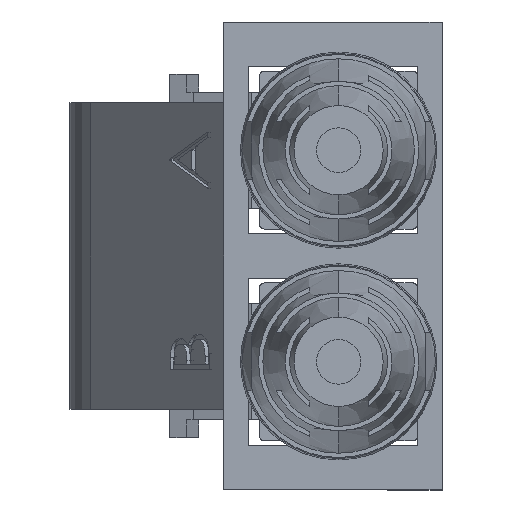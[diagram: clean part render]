
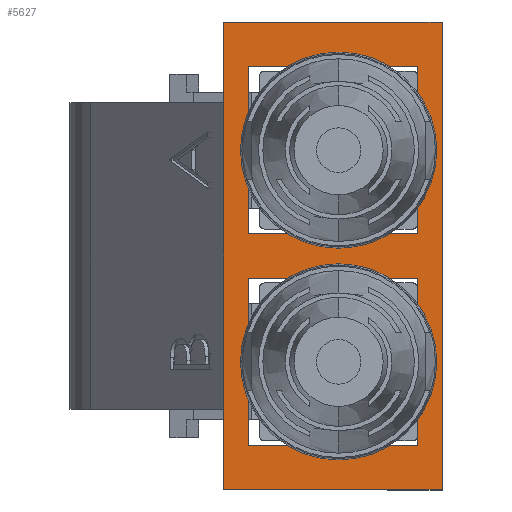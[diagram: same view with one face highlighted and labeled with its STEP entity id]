
A CAD part, left-side view. The second image highlights one B-rep face of the part: STEP entity #5627.
In plain terms, the highlighted face is planar.
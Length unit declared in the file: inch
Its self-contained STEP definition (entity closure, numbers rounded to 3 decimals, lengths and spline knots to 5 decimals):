
#20 = DIRECTION ( 'NONE',  ( 0., 0., -1. ) ) ;
#36 = CARTESIAN_POINT ( 'NONE',  ( 0.025, 0.226, 0.095 ) ) ;
#64 = VERTEX_POINT ( 'NONE', #4161 ) ;
#105 = VECTOR ( 'NONE', #672, 39.37008 ) ;
#125 = VERTEX_POINT ( 'NONE', #3085 ) ;
#234 = LINE ( 'NONE', #249, #2732 ) ;
#249 = CARTESIAN_POINT ( 'NONE',  ( -0.2625, 0.226, -0.1225 ) ) ;
#595 = VERTEX_POINT ( 'NONE', #6046 ) ;
#607 = VERTEX_POINT ( 'NONE', #4460 ) ;
#620 = DIRECTION ( 'NONE',  ( 0., 0., 1. ) ) ;
#650 = CARTESIAN_POINT ( 'NONE',  ( 0.025, 0.226, 0.095 ) ) ;
#672 = DIRECTION ( 'NONE',  ( -1., 0., 0. ) ) ;
#748 = VECTOR ( 'NONE', #2722, 39.37008 ) ;
#771 = CARTESIAN_POINT ( 'NONE',  ( 0.025, 0.226, -0.095 ) ) ;
#815 = VERTEX_POINT ( 'NONE', #5959 ) ;
#853 = CARTESIAN_POINT ( 'NONE',  ( 0.2125, 0.226, 0.095 ) ) ;
#1065 = ORIENTED_EDGE ( 'NONE', *, *, #6571, .F. ) ;
#1181 = LINE ( 'NONE', #1515, #3781 ) ;
#1183 = CARTESIAN_POINT ( 'NONE',  ( -0.025, 0.226, -0.095 ) ) ;
#1408 = VERTEX_POINT ( 'NONE', #4575 ) ;
#1515 = CARTESIAN_POINT ( 'NONE',  ( -0.2625, 0.226, 0.1225 ) ) ;
#1519 = VECTOR ( 'NONE', #4890, 39.37008 ) ;
#1522 = DIRECTION ( 'NONE',  ( -1., 0., 0. ) ) ;
#1567 = EDGE_LOOP ( 'NONE', ( #3958, #3432, #3127, #1731, #6647, #1697 ) ) ;
#1577 = LINE ( 'NONE', #6695, #4582 ) ;
#1627 = LINE ( 'NONE', #853, #3789 ) ;
#1632 = ORIENTED_EDGE ( 'NONE', *, *, #3388, .F. ) ;
#1697 = ORIENTED_EDGE ( 'NONE', *, *, #5124, .T. ) ;
#1731 = ORIENTED_EDGE ( 'NONE', *, *, #4126, .T. ) ;
#1742 = LINE ( 'NONE', #3629, #2663 ) ;
#1775 = EDGE_CURVE ( 'NONE', #2219, #6425, #2022, .T. ) ;
#1803 = EDGE_CURVE ( 'NONE', #595, #5575, #3107, .T. ) ;
#1824 = EDGE_CURVE ( 'NONE', #125, #595, #5014, .T. ) ;
#1983 = CARTESIAN_POINT ( 'NONE',  ( -0.2625, 0.226, -0.1225 ) ) ;
#2022 = LINE ( 'NONE', #1183, #105 ) ;
#2024 = CARTESIAN_POINT ( 'NONE',  ( -0.2125, 0.226, -0.095 ) ) ;
#2046 = FACE_BOUND ( 'NONE', #3820, .T. ) ;
#2108 = DIRECTION ( 'NONE',  ( 1., 0., 0. ) ) ;
#2219 = VERTEX_POINT ( 'NONE', #3248 ) ;
#2233 = ORIENTED_EDGE ( 'NONE', *, *, #4609, .F. ) ;
#2347 = DIRECTION ( 'NONE',  ( -1., 0., 0. ) ) ;
#2512 = CARTESIAN_POINT ( 'NONE',  ( 0.172, 0.226, -0.1225 ) ) ;
#2628 = ORIENTED_EDGE ( 'NONE', *, *, #1824, .F. ) ;
#2647 = EDGE_CURVE ( 'NONE', #815, #1408, #1742, .T. ) ;
#2663 = VECTOR ( 'NONE', #20, 39.37008 ) ;
#2722 = DIRECTION ( 'NONE',  ( 0., 0., 1. ) ) ;
#2732 = VECTOR ( 'NONE', #3490, 39.37008 ) ;
#2763 = AXIS2_PLACEMENT_3D ( 'NONE', #5446, #3357, #620 ) ;
#2793 = EDGE_LOOP ( 'NONE', ( #5687, #1632, #1065, #4195 ) ) ;
#2912 = VERTEX_POINT ( 'NONE', #5451 ) ;
#2934 = VECTOR ( 'NONE', #4334, 39.37008 ) ;
#2973 = ORIENTED_EDGE ( 'NONE', *, *, #4923, .F. ) ;
#3010 = DIRECTION ( 'NONE',  ( 0., 0., 1. ) ) ;
#3078 = CARTESIAN_POINT ( 'NONE',  ( -0.025, 0.226, 0.095 ) ) ;
#3085 = CARTESIAN_POINT ( 'NONE',  ( 0.025, 0.226, -0.095 ) ) ;
#3107 = LINE ( 'NONE', #650, #2934 ) ;
#3127 = ORIENTED_EDGE ( 'NONE', *, *, #2647, .T. ) ;
#3138 = FACE_BOUND ( 'NONE', #2793, .T. ) ;
#3215 = CARTESIAN_POINT ( 'NONE',  ( -0.2125, 0.226, 0.095 ) ) ;
#3248 = CARTESIAN_POINT ( 'NONE',  ( -0.025, 0.226, -0.095 ) ) ;
#3322 = ORIENTED_EDGE ( 'NONE', *, *, #1803, .F. ) ;
#3357 = DIRECTION ( 'NONE',  ( 0., 1., 0. ) ) ;
#3388 = EDGE_CURVE ( 'NONE', #64, #3709, #3671, .T. ) ;
#3432 = ORIENTED_EDGE ( 'NONE', *, *, #6371, .T. ) ;
#3451 = DIRECTION ( 'NONE',  ( 0., 0., -1. ) ) ;
#3470 = VECTOR ( 'NONE', #3010, 39.37008 ) ;
#3490 = DIRECTION ( 'NONE',  ( -1., 0., 0. ) ) ;
#3551 = VECTOR ( 'NONE', #2347, 39.37008 ) ;
#3629 = CARTESIAN_POINT ( 'NONE',  ( 0.2625, 0.226, -0.1225 ) ) ;
#3671 = LINE ( 'NONE', #4483, #4166 ) ;
#3709 = VERTEX_POINT ( 'NONE', #3078 ) ;
#3781 = VECTOR ( 'NONE', #2108, 39.37008 ) ;
#3789 = VECTOR ( 'NONE', #3451, 39.37008 ) ;
#3820 = EDGE_LOOP ( 'NONE', ( #3322, #2628, #2973, #2233 ) ) ;
#3942 = VECTOR ( 'NONE', #4137, 39.37008 ) ;
#3958 = ORIENTED_EDGE ( 'NONE', *, *, #4693, .T. ) ;
#4126 = EDGE_CURVE ( 'NONE', #1408, #5051, #234, .T. ) ;
#4137 = DIRECTION ( 'NONE',  ( -1., 0., 0. ) ) ;
#4161 = CARTESIAN_POINT ( 'NONE',  ( -0.2125, 0.226, 0.095 ) ) ;
#4166 = VECTOR ( 'NONE', #5002, 39.37008 ) ;
#4195 = ORIENTED_EDGE ( 'NONE', *, *, #1775, .F. ) ;
#4334 = DIRECTION ( 'NONE',  ( 1., 0., 0. ) ) ;
#4460 = CARTESIAN_POINT ( 'NONE',  ( -0.2625, 0.226, -0.1225 ) ) ;
#4483 = CARTESIAN_POINT ( 'NONE',  ( -0.025, 0.226, 0.095 ) ) ;
#4544 = CARTESIAN_POINT ( 'NONE',  ( 0.2125, 0.226, -0.095 ) ) ;
#4574 = VERTEX_POINT ( 'NONE', #5651 ) ;
#4575 = CARTESIAN_POINT ( 'NONE',  ( 0.2625, 0.226, -0.1225 ) ) ;
#4582 = VECTOR ( 'NONE', #5121, 39.37008 ) ;
#4609 = EDGE_CURVE ( 'NONE', #5575, #5081, #1627, .T. ) ;
#4628 = CARTESIAN_POINT ( 'NONE',  ( 0.2125, 0.226, 0.095 ) ) ;
#4693 = EDGE_CURVE ( 'NONE', #607, #2912, #5824, .T. ) ;
#4702 = LINE ( 'NONE', #6331, #3942 ) ;
#4775 = EDGE_CURVE ( 'NONE', #5051, #4574, #5786, .T. ) ;
#4890 = DIRECTION ( 'NONE',  ( 0., 0., 1. ) ) ;
#4923 = EDGE_CURVE ( 'NONE', #5081, #125, #6411, .T. ) ;
#4968 = LINE ( 'NONE', #3215, #748 ) ;
#5002 = DIRECTION ( 'NONE',  ( 1., 0., 0. ) ) ;
#5014 = LINE ( 'NONE', #36, #1519 ) ;
#5051 = VERTEX_POINT ( 'NONE', #6705 ) ;
#5081 = VERTEX_POINT ( 'NONE', #4544 ) ;
#5121 = DIRECTION ( 'NONE',  ( 0., 0., -1. ) ) ;
#5124 = EDGE_CURVE ( 'NONE', #4574, #607, #4702, .T. ) ;
#5276 = PLANE ( 'NONE',  #2763 ) ;
#5297 = FACE_OUTER_BOUND ( 'NONE', #1567, .T. ) ;
#5446 = CARTESIAN_POINT ( 'NONE',  ( -0.2625, 0.226, -0.1225 ) ) ;
#5451 = CARTESIAN_POINT ( 'NONE',  ( -0.2625, 0.226, 0.1225 ) ) ;
#5575 = VERTEX_POINT ( 'NONE', #4628 ) ;
#5627 = ADVANCED_FACE ( 'NONE', ( #2046, #3138, #5297 ), #5276, .T. ) ;
#5651 = CARTESIAN_POINT ( 'NONE',  ( -0.172, 0.226, -0.1225 ) ) ;
#5687 = ORIENTED_EDGE ( 'NONE', *, *, #6253, .F. ) ;
#5786 = LINE ( 'NONE', #2512, #6392 ) ;
#5824 = LINE ( 'NONE', #1983, #3470 ) ;
#5959 = CARTESIAN_POINT ( 'NONE',  ( 0.2625, 0.226, 0.1225 ) ) ;
#6046 = CARTESIAN_POINT ( 'NONE',  ( 0.025, 0.226, 0.095 ) ) ;
#6253 = EDGE_CURVE ( 'NONE', #3709, #2219, #1577, .T. ) ;
#6331 = CARTESIAN_POINT ( 'NONE',  ( -0.2625, 0.226, -0.1225 ) ) ;
#6371 = EDGE_CURVE ( 'NONE', #2912, #815, #1181, .T. ) ;
#6392 = VECTOR ( 'NONE', #1522, 39.37008 ) ;
#6411 = LINE ( 'NONE', #771, #3551 ) ;
#6425 = VERTEX_POINT ( 'NONE', #2024 ) ;
#6571 = EDGE_CURVE ( 'NONE', #6425, #64, #4968, .T. ) ;
#6647 = ORIENTED_EDGE ( 'NONE', *, *, #4775, .T. ) ;
#6695 = CARTESIAN_POINT ( 'NONE',  ( -0.025, 0.226, 0.095 ) ) ;
#6705 = CARTESIAN_POINT ( 'NONE',  ( 0.172, 0.226, -0.1225 ) ) ;
